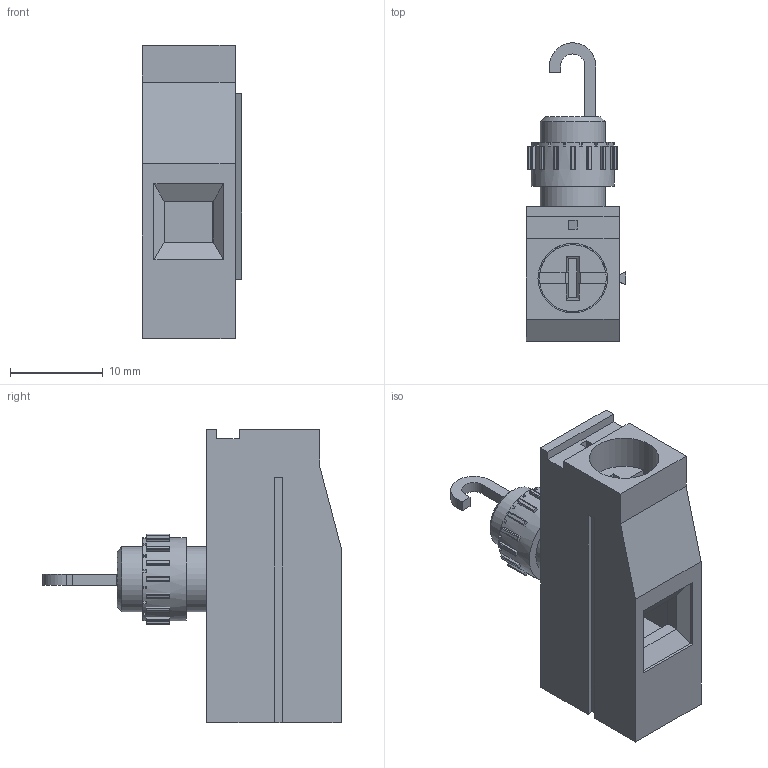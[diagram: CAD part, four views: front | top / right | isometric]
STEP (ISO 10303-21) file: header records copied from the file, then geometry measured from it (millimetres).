
FILE_DESCRIPTION( ( 'STEP AP214' ), '1' );
FILE_NAME( 'MPT610-D.stp', ' ', ( ' ' ), ( ' ' ), 'PSStep 14.0', 'VISI 19.0', ' ' );
FILE_SCHEMA( ( 'AUTOMOTIVE_DESIGN { 1 0 10303 214 1 1 1 1 }' ) );
Length unit declared in the file: millimetre
Products named in the file (1): 1
Bounding box: 10.7 x 32.15 x 31.6 mm (x, y, z)
Volume: 4220 mm3; surface area: 3091.3 mm2
Topology: 1 solids, 1 shells, 332 faces, 877 edges, 572 vertices
Faces by surface type: plane 258, cylinder 72, cone 2
Full cylindrical faces by diameter (mm): 7 x2, 7.2 x1, 7.4 x1, 7.499 x1, 9 x1
Entity records: 12827 total; most frequent: CARTESIAN_POINT 1790, DIRECTION 1749, ORIENTED_EDGE 1730, EDGE_CURVE 865, LINE 629, VECTOR 629, VERTEX_POINT 568, AXIS2_PLACEMENT_3D 560
